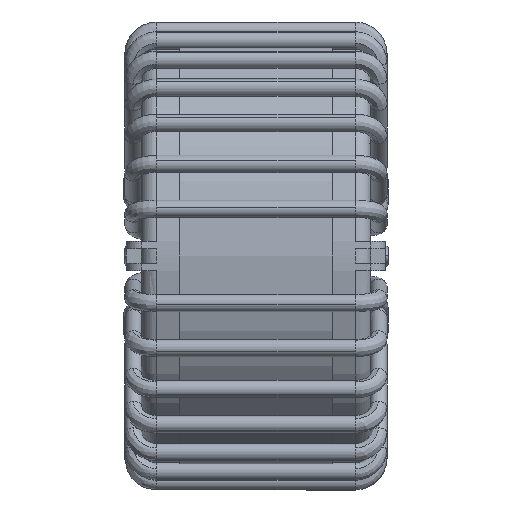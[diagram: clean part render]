
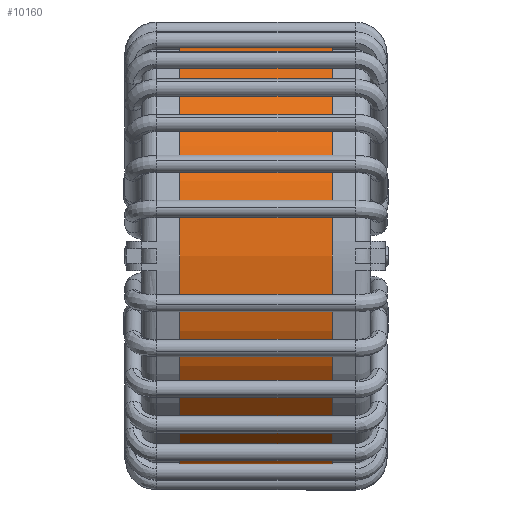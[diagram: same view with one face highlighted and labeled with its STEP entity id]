
A CAD part, left-side view. The second image highlights one B-rep face of the part: STEP entity #10160.
In plain terms, the highlighted cylindrical face has radius 14.47 mm (diameter 28.94 mm), a partial arc.
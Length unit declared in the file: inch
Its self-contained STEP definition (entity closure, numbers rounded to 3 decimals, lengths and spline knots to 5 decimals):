
#427 = DIRECTION ( 'NONE',  ( 0., 0., -1. ) ) ;
#1927 = VERTEX_POINT ( 'NONE', #16274 ) ;
#2081 = EDGE_CURVE ( 'NONE', #11963, #34139, #17327, .T. ) ;
#3151 = CIRCLE ( 'NONE', #34333, 0.56969 ) ;
#4277 = EDGE_CURVE ( 'NONE', #11963, #29224, #15146, .T. ) ;
#6296 = VECTOR ( 'NONE', #33133, 39.37008 ) ;
#8183 = VECTOR ( 'NONE', #24183, 39.37008 ) ;
#8301 = CARTESIAN_POINT ( 'NONE',  ( 0., 0.19685, 0. ) ) ;
#8385 = ORIENTED_EDGE ( 'NONE', *, *, #2081, .T. ) ;
#8957 = EDGE_CURVE ( 'NONE', #34139, #1927, #3151, .T. ) ;
#9479 = AXIS2_PLACEMENT_3D ( 'NONE', #8301, #10011, #12277 ) ;
#10011 = DIRECTION ( 'NONE',  ( 0., 1., 0. ) ) ;
#10160 = ADVANCED_FACE ( 'NONE', ( #12596 ), #30593, .T. ) ;
#10911 = DIRECTION ( 'NONE',  ( 0., 1., 0. ) ) ;
#11226 = EDGE_LOOP ( 'NONE', ( #12752, #27266, #8385, #16151 ) ) ;
#11963 = VERTEX_POINT ( 'NONE', #29022 ) ;
#12277 = DIRECTION ( 'NONE',  ( 0., 0., 1. ) ) ;
#12596 = FACE_OUTER_BOUND ( 'NONE', #11226, .T. ) ;
#12752 = ORIENTED_EDGE ( 'NONE', *, *, #14534, .F. ) ;
#13769 = CARTESIAN_POINT ( 'NONE',  ( 0., -0.19685, 0. ) ) ;
#14534 = EDGE_CURVE ( 'NONE', #29224, #1927, #15718, .T. ) ;
#14545 = AXIS2_PLACEMENT_3D ( 'NONE', #15429, #14550, #427 ) ;
#14550 = DIRECTION ( 'NONE',  ( 0., -1., 0. ) ) ;
#15146 = CIRCLE ( 'NONE', #9479, 0.56969 ) ;
#15429 = CARTESIAN_POINT ( 'NONE',  ( 0., 0.19685, 0. ) ) ;
#15718 = LINE ( 'NONE', #22457, #8183 ) ;
#16151 = ORIENTED_EDGE ( 'NONE', *, *, #8957, .T. ) ;
#16274 = CARTESIAN_POINT ( 'NONE',  ( 0., -0.19685, 0.56969 ) ) ;
#17327 = LINE ( 'NONE', #19568, #6296 ) ;
#18483 = CARTESIAN_POINT ( 'NONE',  ( 0., 0.19685, 0.56969 ) ) ;
#19568 = CARTESIAN_POINT ( 'NONE',  ( 0., 0.19685, -0.56969 ) ) ;
#21043 = CARTESIAN_POINT ( 'NONE',  ( 0., -0.19685, -0.56969 ) ) ;
#22457 = CARTESIAN_POINT ( 'NONE',  ( 0., 0.19685, 0.56969 ) ) ;
#24183 = DIRECTION ( 'NONE',  ( 0., -1., 0. ) ) ;
#27266 = ORIENTED_EDGE ( 'NONE', *, *, #4277, .F. ) ;
#29022 = CARTESIAN_POINT ( 'NONE',  ( 0., 0.19685, -0.56969 ) ) ;
#29224 = VERTEX_POINT ( 'NONE', #18483 ) ;
#30592 = DIRECTION ( 'NONE',  ( 0., 0., 1. ) ) ;
#30593 = CYLINDRICAL_SURFACE ( 'NONE', #14545, 0.56969 ) ;
#33133 = DIRECTION ( 'NONE',  ( 0., -1., 0. ) ) ;
#34139 = VERTEX_POINT ( 'NONE', #21043 ) ;
#34333 = AXIS2_PLACEMENT_3D ( 'NONE', #13769, #10911, #30592 ) ;
